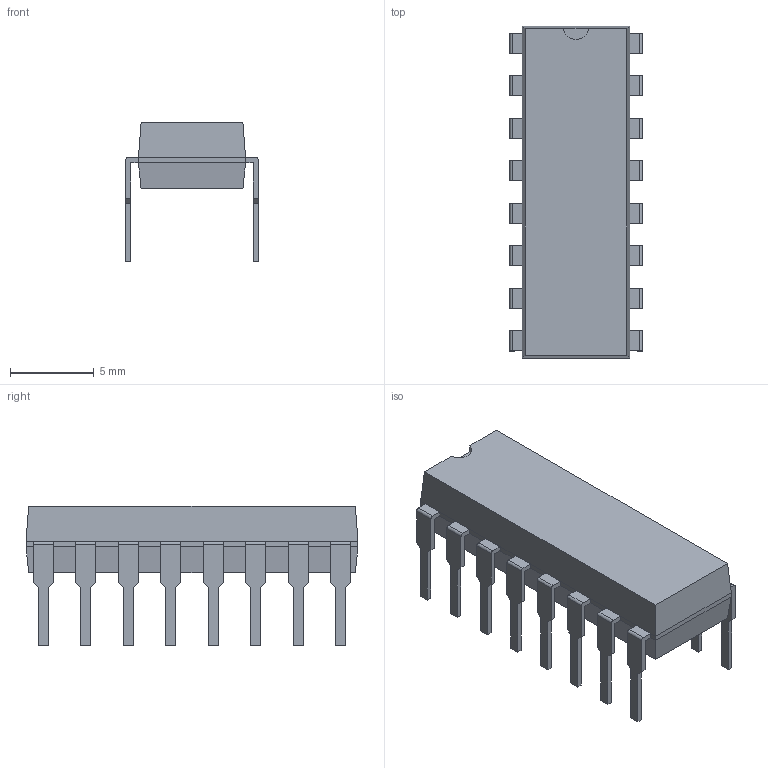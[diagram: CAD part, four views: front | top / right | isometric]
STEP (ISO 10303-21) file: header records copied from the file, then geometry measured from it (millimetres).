
FILE_DESCRIPTION(('FreeCAD Model'),'2;1');
FILE_NAME('741903.1.1.stp','2020-04-09T08:32:11',( 'Author'),(''),'Open CASCADE STEP processor 6.9','FreeCAD','Unknown' );
FILE_SCHEMA(('AUTOMOTIVE_DESIGN { 1 0 10303 214 1 1 1 1 }'));
Length unit declared in the file: millimetre
Products named in the file (3): ASSEMBLY; Body; PinsArrayLR
Assembly tree (2 placements, depth 2):
  ASSEMBLY
    Body
    PinsArrayLR
Bounding box: 7.92 x 19.82 x 8.35 mm (x, y, z)
Volume: 516.7 mm3; surface area: 703.7 mm2
Topology: 17 solids, 17 shells, 224 faces, 562 edges, 372 vertices
Faces by surface type: plane 207, cylinder 17
Entity records: 14113 total; most frequent: CARTESIAN_POINT 2399, DIRECTION 2156, LINE 1610, VECTOR 1610, ORIENTED_EDGE 1124, PCURVE 1124, DEFINITIONAL_REPRESENTATION 1124, EDGE_CURVE 562
